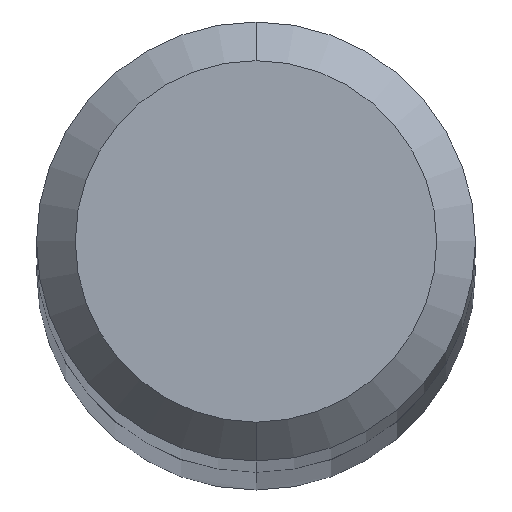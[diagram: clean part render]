
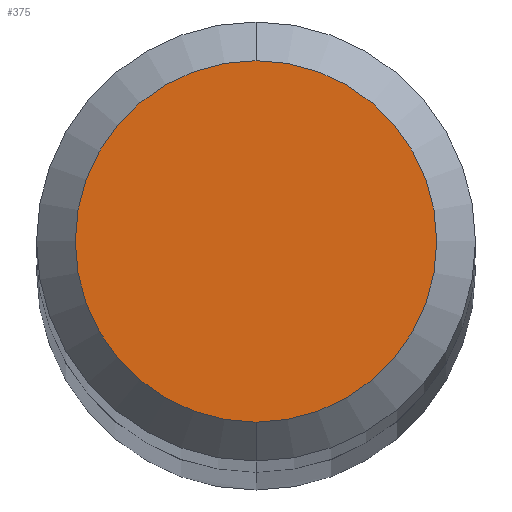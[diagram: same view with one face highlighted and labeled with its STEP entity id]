
A CAD part, top view. The second image highlights one B-rep face of the part: STEP entity #375.
In plain terms, the highlighted planar face has unit normal (0, 0, 1).
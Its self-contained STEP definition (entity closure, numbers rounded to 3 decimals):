
#165=EDGE_CURVE('',#253,#281,#426,.T.);
#179=EDGE_CURVE('',#281,#253,#440,.T.);
#253=VERTEX_POINT('',#521);
#281=VERTEX_POINT('',#551);
#375=ADVANCED_FACE('',(#655),#656,.T.);
#426=CIRCLE('',#731,1.4);
#440=CIRCLE('',#748,1.4);
#521=CARTESIAN_POINT('',(0.0,1.4,48.0));
#551=CARTESIAN_POINT('',(0.,-1.4,48.0));
#655=FACE_OUTER_BOUND('',#1237,.T.);
#656=PLANE('',#1238);
#731=AXIS2_PLACEMENT_3D('',#1323,#1324,#1325);
#748=AXIS2_PLACEMENT_3D('',#1331,#1332,#1333);
#1237=EDGE_LOOP('',(#1556,#1557));
#1238=AXIS2_PLACEMENT_3D('',#1558,#1559,#1560);
#1323=CARTESIAN_POINT('',(0.0,0.0,48.0));
#1324=DIRECTION('',(0.0,0.0,-1.0));
#1325=DIRECTION('',(0.0,1.0,0.0));
#1331=CARTESIAN_POINT('',(0.0,0.0,48.0));
#1332=DIRECTION('',(0.0,0.0,-1.0));
#1333=DIRECTION('',(0.0,1.0,0.0));
#1556=ORIENTED_EDGE('',*,*,#165,.F.);
#1557=ORIENTED_EDGE('',*,*,#179,.F.);
#1558=CARTESIAN_POINT('',(0.0,0.7,48.0));
#1559=DIRECTION('',(0.0,0.0,1.0));
#1560=DIRECTION('',(0.0,-1.0,0.0));
